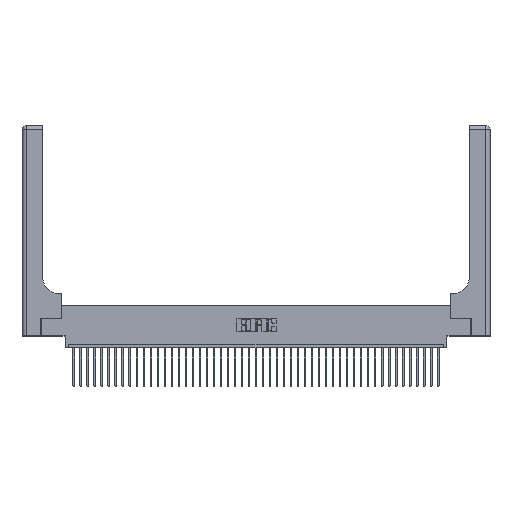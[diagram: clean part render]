
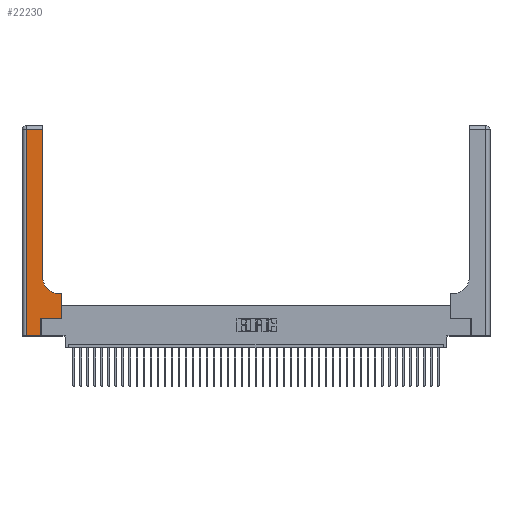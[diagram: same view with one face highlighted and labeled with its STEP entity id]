
A CAD part, top view. The second image highlights one B-rep face of the part: STEP entity #22230.
In plain terms, the highlighted planar face has unit normal (0, 0, 1).
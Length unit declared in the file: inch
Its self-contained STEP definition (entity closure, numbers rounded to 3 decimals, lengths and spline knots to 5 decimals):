
#1100 = CARTESIAN_POINT ( 'NONE',  ( 0.2915, 0.85, 0.37 ) ) ;
#2160 = VERTEX_POINT ( 'NONE', #4206 ) ;
#3190 = VECTOR ( 'NONE', #22224, 39.37008 ) ;
#3904 = ORIENTED_EDGE ( 'NONE', *, *, #34359, .T. ) ;
#4006 = ORIENTED_EDGE ( 'NONE', *, *, #26958, .T. ) ;
#4206 = CARTESIAN_POINT ( 'NONE',  ( 0.269, 0.25, 0.37 ) ) ;
#4539 = CARTESIAN_POINT ( 'NONE',  ( 0.2915, 0.6, 0.37 ) ) ;
#5628 = EDGE_CURVE ( 'NONE', #12638, #16964, #37450, .T. ) ;
#5773 = VECTOR ( 'NONE', #18686, 39.37008 ) ;
#5905 = CARTESIAN_POINT ( 'NONE',  ( 0.5415, 0.6, 0.37 ) ) ;
#6829 = EDGE_CURVE ( 'NONE', #17534, #2160, #16751, .T. ) ;
#8057 = DIRECTION ( 'NONE',  ( 0., 1., 0. ) ) ;
#8847 = VERTEX_POINT ( 'NONE', #5905 ) ;
#11000 = EDGE_CURVE ( 'NONE', #12945, #39407, #24317, .T. ) ;
#12590 = CARTESIAN_POINT ( 'NONE',  ( 0.269, 0., 0.37 ) ) ;
#12638 = VERTEX_POINT ( 'NONE', #28837 ) ;
#12945 = VERTEX_POINT ( 'NONE', #39531 ) ;
#13182 = CARTESIAN_POINT ( 'NONE',  ( 0., 2.94, 0.37 ) ) ;
#13583 = ORIENTED_EDGE ( 'NONE', *, *, #19870, .T. ) ;
#14938 = PLANE ( 'NONE',  #39239 ) ;
#15224 = DIRECTION ( 'NONE',  ( 0., 0., -1. ) ) ;
#16173 = VECTOR ( 'NONE', #24940, 39.37008 ) ;
#16751 = LINE ( 'NONE', #38382, #32583 ) ;
#16964 = VERTEX_POINT ( 'NONE', #19302 ) ;
#17148 = DIRECTION ( 'NONE',  ( 0., -1., 0. ) ) ;
#17534 = VERTEX_POINT ( 'NONE', #12590 ) ;
#17833 = CARTESIAN_POINT ( 'NONE',  ( 0.2915, 3., 0.37 ) ) ;
#18686 = DIRECTION ( 'NONE',  ( 1., 0., 0. ) ) ;
#18803 = CARTESIAN_POINT ( 'NONE',  ( 0., 3., 0.37 ) ) ;
#19047 = AXIS2_PLACEMENT_3D ( 'NONE', #35825, #22698, #29044 ) ;
#19185 = EDGE_CURVE ( 'NONE', #16964, #8847, #26416, .T. ) ;
#19302 = CARTESIAN_POINT ( 'NONE',  ( 0.5585, 0.6, 0.37 ) ) ;
#19355 = ORIENTED_EDGE ( 'NONE', *, *, #41731, .T. ) ;
#19870 = EDGE_CURVE ( 'NONE', #38275, #17534, #24730, .T. ) ;
#20541 = VECTOR ( 'NONE', #17148, 39.37008 ) ;
#21655 = ORIENTED_EDGE ( 'NONE', *, *, #5628, .T. ) ;
#22178 = DIRECTION ( 'NONE',  ( 0., 1., 0. ) ) ;
#22224 = DIRECTION ( 'NONE',  ( -1., 0., 0. ) ) ;
#22230 = ADVANCED_FACE ( 'NONE', ( #36686 ), #14938, .F. ) ;
#22698 = DIRECTION ( 'NONE',  ( 0., 0., -1. ) ) ;
#23056 = LINE ( 'NONE', #28069, #16173 ) ;
#23235 = CARTESIAN_POINT ( 'NONE',  ( 0., 0., 0.37 ) ) ;
#24317 = LINE ( 'NONE', #13182, #26495 ) ;
#24730 = LINE ( 'NONE', #23235, #5773 ) ;
#24940 = DIRECTION ( 'NONE',  ( 1., 0., 0. ) ) ;
#26165 = ORIENTED_EDGE ( 'NONE', *, *, #11000, .T. ) ;
#26388 = ORIENTED_EDGE ( 'NONE', *, *, #6829, .T. ) ;
#26416 = LINE ( 'NONE', #4539, #3190 ) ;
#26495 = VECTOR ( 'NONE', #30181, 39.37008 ) ;
#26958 = EDGE_CURVE ( 'NONE', #39407, #38275, #41718, .T. ) ;
#28069 = CARTESIAN_POINT ( 'NONE',  ( 0.269, 0.25, 0.37 ) ) ;
#28837 = CARTESIAN_POINT ( 'NONE',  ( 0.5585, 0.25, 0.37 ) ) ;
#29044 = DIRECTION ( 'NONE',  ( 1., 0., 0. ) ) ;
#30181 = DIRECTION ( 'NONE',  ( -1., 0., 0. ) ) ;
#30697 = VECTOR ( 'NONE', #8057, 39.37008 ) ;
#31133 = DIRECTION ( 'NONE',  ( 0., 1., 0. ) ) ;
#31770 = ORIENTED_EDGE ( 'NONE', *, *, #19185, .T. ) ;
#32583 = VECTOR ( 'NONE', #31133, 39.37008 ) ;
#32641 = ORIENTED_EDGE ( 'NONE', *, *, #37339, .T. ) ;
#33183 = CIRCLE ( 'NONE', #19047, 0.25 ) ;
#34359 = EDGE_CURVE ( 'NONE', #36839, #12945, #39715, .T. ) ;
#35088 = EDGE_LOOP ( 'NONE', ( #3904, #26165, #4006, #13583, #26388, #32641, #21655, #31770, #19355 ) ) ;
#35335 = VECTOR ( 'NONE', #22178, 39.37008 ) ;
#35760 = DIRECTION ( 'NONE',  ( -1., 0., 0. ) ) ;
#35825 = CARTESIAN_POINT ( 'NONE',  ( 0.5415, 0.85, 0.37 ) ) ;
#36686 = FACE_OUTER_BOUND ( 'NONE', #35088, .T. ) ;
#36839 = VERTEX_POINT ( 'NONE', #1100 ) ;
#37339 = EDGE_CURVE ( 'NONE', #2160, #12638, #23056, .T. ) ;
#37450 = LINE ( 'NONE', #42443, #35335 ) ;
#37654 = CARTESIAN_POINT ( 'NONE',  ( 0.06, 3., 0.37 ) ) ;
#38275 = VERTEX_POINT ( 'NONE', #41516 ) ;
#38382 = CARTESIAN_POINT ( 'NONE',  ( 0.269, 0., 0.37 ) ) ;
#39239 = AXIS2_PLACEMENT_3D ( 'NONE', #18803, #15224, #35760 ) ;
#39407 = VERTEX_POINT ( 'NONE', #40524 ) ;
#39531 = CARTESIAN_POINT ( 'NONE',  ( 0.2915, 2.94, 0.37 ) ) ;
#39715 = LINE ( 'NONE', #17833, #30697 ) ;
#40524 = CARTESIAN_POINT ( 'NONE',  ( 0.06, 2.94, 0.37 ) ) ;
#41516 = CARTESIAN_POINT ( 'NONE',  ( 0.06, 0., 0.37 ) ) ;
#41718 = LINE ( 'NONE', #37654, #20541 ) ;
#41731 = EDGE_CURVE ( 'NONE', #8847, #36839, #33183, .T. ) ;
#42443 = CARTESIAN_POINT ( 'NONE',  ( 0.5585, 0.25, 0.37 ) ) ;
